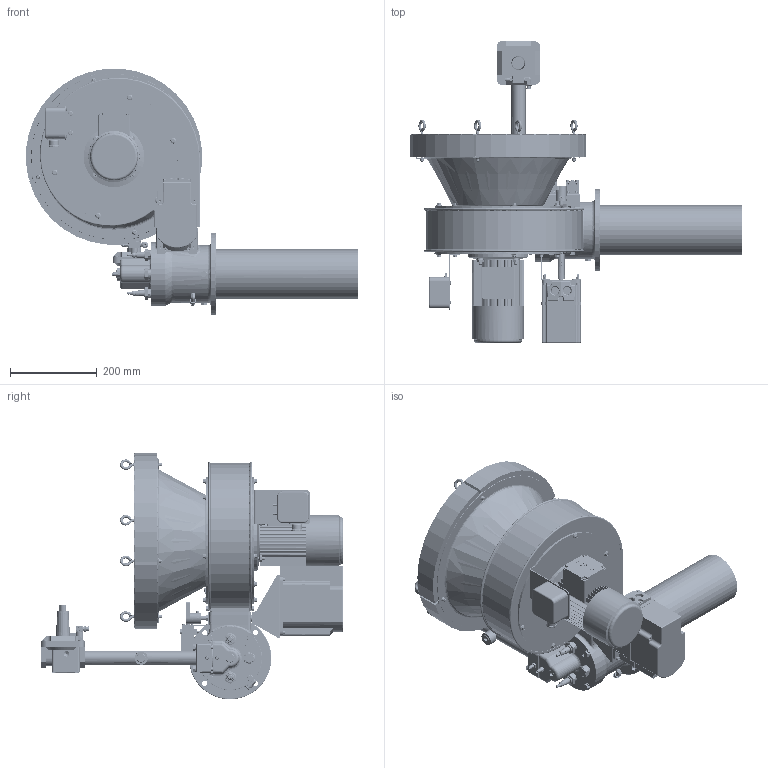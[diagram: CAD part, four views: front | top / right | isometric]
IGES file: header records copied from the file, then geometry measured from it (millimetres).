
Global section: file name: No Iges File Name specified; native system: AutoDesk Inventor R12.0; preprocessor: AutoDesk Inventor Iges Exporter R12.0; date: 20121002.103109; units: millimetre
Bounding box: 764.32 x 695.77 x 568.12 mm (x, y, z)
Volume: 19142324.7 mm3; surface area: 2324915.4 mm2
Topology: 76 solids, 76 shells, 10315 faces, 27257 edges, 17396 vertices
Faces by surface type: plane 4893, bspline 2554, cylinder 1093, cone 828, revolution 682, torus 243, sphere 22
Full cylindrical faces by diameter (mm): 9.2 x4, 11.8 x2, 14.8 x12, 23 x1, 132 x1
